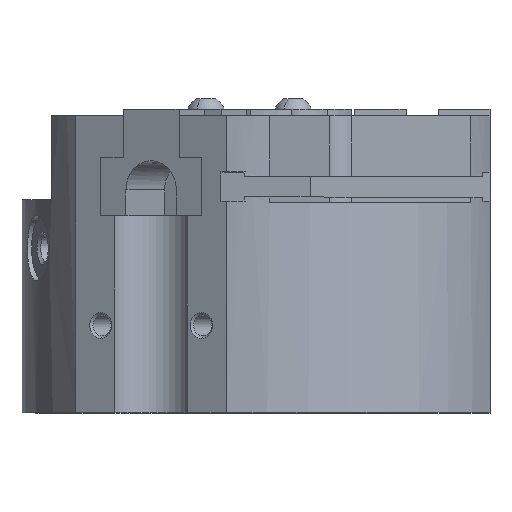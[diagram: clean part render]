
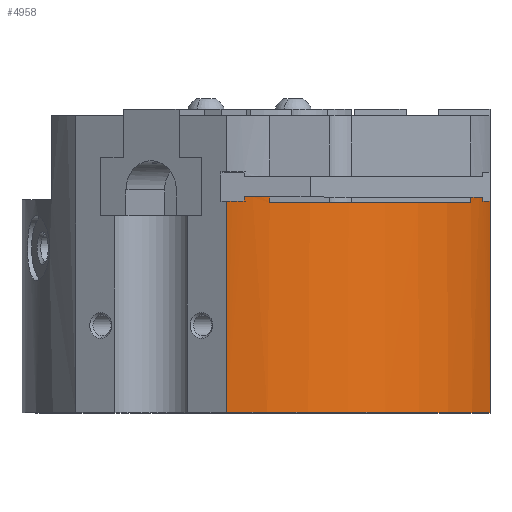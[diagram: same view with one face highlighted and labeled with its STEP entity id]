
A CAD part, top view. The second image highlights one B-rep face of the part: STEP entity #4958.
In plain terms, the highlighted cylindrical face has radius 37.5 mm (diameter 75 mm), a partial arc.
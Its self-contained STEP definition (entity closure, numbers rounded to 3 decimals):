
#2070 = EDGE_CURVE( '', #3468, #2946, #5553, .T. );
#2080 = VERTEX_POINT( '', #5566 );
#2106 = VERTEX_POINT( '', #5594 );
#2216 = VERTEX_POINT( '', #5714 );
#2290 = EDGE_CURVE( '', #3946, #2594, #5796, .T. );
#2594 = VERTEX_POINT( '', #6123 );
#2664 = VERTEX_POINT( '', #6199 );
#2774 = VERTEX_POINT( '', #6328 );
#2848 = EDGE_CURVE( '', #3946, #3386, #6408, .T. );
#2892 = VERTEX_POINT( '', #6455 );
#2946 = VERTEX_POINT( '', #6515 );
#3050 = EDGE_CURVE( '', #2892, #2774, #6633, .T. );
#3136 = EDGE_CURVE( '', #2774, #4254, #6725, .T. );
#3266 = EDGE_CURVE( '', #2216, #2080, #6867, .T. );
#3286 = EDGE_CURVE( '', #2106, #2892, #6888, .T. );
#3358 = EDGE_CURVE( '', #2594, #2664, #6968, .T. );
#3386 = VERTEX_POINT( '', #6998 );
#3468 = VERTEX_POINT( '', #7088 );
#3566 = EDGE_CURVE( '', #2080, #3386, #7193, .T. );
#3946 = VERTEX_POINT( '', #7605 );
#4216 = EDGE_CURVE( '', #2946, #2106, #7910, .T. );
#4254 = VERTEX_POINT( '', #7952 );
#4410 = EDGE_CURVE( '', #2664, #3468, #8137, .T. );
#4714 = EDGE_CURVE( '', #4254, #2216, #8472, .T. );
#4958 = ADVANCED_FACE( '', ( #8737 ), #8738, .T. );
#5553 = LINE( '', #9579, #9580 );
#5566 = CARTESIAN_POINT( '', ( -3.101, 32.75, 37.372 ) );
#5594 = CARTESIAN_POINT( '', ( 32.031, 33.4, 19.5 ) );
#5714 = CARTESIAN_POINT( '', ( -3.101, 33.4, 37.372 ) );
#5796 = CIRCLE( '', #10004, 37.5 );
#6123 = CARTESIAN_POINT( '', ( 35., 0., 13.463 ) );
#6199 = CARTESIAN_POINT( '', ( 35., 32.75, 13.463 ) );
#6328 = CARTESIAN_POINT( '', ( 0.872, 32.5, 37.49 ) );
#6408 = LINE( '', #11139, #11140 );
#6455 = CARTESIAN_POINT( '', ( 32.031, 32.5, 19.5 ) );
#6515 = CARTESIAN_POINT( '', ( 33.915, 33.4, 16. ) );
#6633 = CIRCLE( '', #11453, 37.5 );
#6725 = LINE( '', #11602, #11603 );
#6867 = LINE( '', #11808, #11809 );
#6888 = LINE( '', #11833, #11834 );
#6968 = LINE( '', #11990, #11991 );
#6998 = CARTESIAN_POINT( '', ( -5.841, 32.75, 37.042 ) );
#7088 = CARTESIAN_POINT( '', ( 33.915, 32.75, 16. ) );
#7193 = CIRCLE( '', #12356, 37.5 );
#7605 = CARTESIAN_POINT( '', ( -5.841, 0., 37.042 ) );
#7910 = CIRCLE( '', #13527, 37.5 );
#7952 = CARTESIAN_POINT( '', ( 0.872, 33.4, 37.49 ) );
#8137 = CIRCLE( '', #13898, 37.5 );
#8472 = CIRCLE( '', #14350, 37.5 );
#8737 = FACE_OUTER_BOUND( '', #14791, .T. );
#8738 = CYLINDRICAL_SURFACE( '', #14792, 37.5 );
#9579 = CARTESIAN_POINT( '', ( 33.915, 35., 16. ) );
#9580 = VECTOR( '', #15526, 1. );
#10004 = AXIS2_PLACEMENT_3D( '', #15796, #15797, #15798 );
#11139 = CARTESIAN_POINT( '', ( -5.841, 0., 37.042 ) );
#11140 = VECTOR( '', #16463, 1. );
#11453 = AXIS2_PLACEMENT_3D( '', #16734, #16735, #16736 );
#11602 = CARTESIAN_POINT( '', ( 0.872, 39.25, 37.49 ) );
#11603 = VECTOR( '', #16821, 1. );
#11808 = CARTESIAN_POINT( '', ( -3.101, 35., 37.372 ) );
#11809 = VECTOR( '', #16956, 1. );
#11833 = CARTESIAN_POINT( '', ( 32.031, 39.25, 19.5 ) );
#11834 = VECTOR( '', #16966, 1. );
#11990 = CARTESIAN_POINT( '', ( 35., 0., 13.463 ) );
#11991 = VECTOR( '', #17063, 1. );
#12356 = AXIS2_PLACEMENT_3D( '', #17276, #17277, #17278 );
#13527 = AXIS2_PLACEMENT_3D( '', #18074, #18075, #18076 );
#13898 = AXIS2_PLACEMENT_3D( '', #18423, #18424, #18425 );
#14350 = AXIS2_PLACEMENT_3D( '', #18812, #18813, #18814 );
#14791 = EDGE_LOOP( '', ( #19092, #19093, #19094, #19095, #19096, #19097, #19098, #19099, #19100, #19101, #19102, #19103 ) );
#14792 = AXIS2_PLACEMENT_3D( '', #19104, #19105, #19106 );
#15526 = DIRECTION( '', ( 0., 1., 0. ) );
#15796 = CARTESIAN_POINT( '', ( 0., 0., 0. ) );
#15797 = DIRECTION( '', ( 0., 1., 0. ) );
#15798 = DIRECTION( '', ( -0.156, 0., 0.988 ) );
#16463 = DIRECTION( '', ( 0., 1., 0. ) );
#16734 = CARTESIAN_POINT( '', ( 0., 32.5, 0. ) );
#16735 = DIRECTION( '', ( 0., -1., 0. ) );
#16736 = DIRECTION( '', ( -0.156, 0., 0.988 ) );
#16821 = DIRECTION( '', ( 0., 1., 0. ) );
#16956 = DIRECTION( '', ( 0., -1., 0. ) );
#16966 = DIRECTION( '', ( 0., -1., 0. ) );
#17063 = DIRECTION( '', ( 0., 1., 0. ) );
#17276 = CARTESIAN_POINT( '', ( 0., 32.75, 0. ) );
#17277 = DIRECTION( '', ( 0., -1., 0. ) );
#17278 = DIRECTION( '', ( -0.156, 0., 0.988 ) );
#18074 = CARTESIAN_POINT( '', ( 0., 33.4, 0. ) );
#18075 = DIRECTION( '', ( 0., -1., 0. ) );
#18076 = DIRECTION( '', ( -0.156, 0., 0.988 ) );
#18423 = CARTESIAN_POINT( '', ( 0., 32.75, 0. ) );
#18424 = DIRECTION( '', ( 0., -1., 0. ) );
#18425 = DIRECTION( '', ( -0.156, 0., 0.988 ) );
#18812 = CARTESIAN_POINT( '', ( 0., 33.4, 0. ) );
#18813 = DIRECTION( '', ( 0., -1., 0. ) );
#18814 = DIRECTION( '', ( -0.156, 0., 0.988 ) );
#19092 = ORIENTED_EDGE( '', *, *, #4714, .T. );
#19093 = ORIENTED_EDGE( '', *, *, #3266, .T. );
#19094 = ORIENTED_EDGE( '', *, *, #3566, .T. );
#19095 = ORIENTED_EDGE( '', *, *, #2848, .F. );
#19096 = ORIENTED_EDGE( '', *, *, #2290, .T. );
#19097 = ORIENTED_EDGE( '', *, *, #3358, .T. );
#19098 = ORIENTED_EDGE( '', *, *, #4410, .T. );
#19099 = ORIENTED_EDGE( '', *, *, #2070, .T. );
#19100 = ORIENTED_EDGE( '', *, *, #4216, .T. );
#19101 = ORIENTED_EDGE( '', *, *, #3286, .T. );
#19102 = ORIENTED_EDGE( '', *, *, #3050, .T. );
#19103 = ORIENTED_EDGE( '', *, *, #3136, .T. );
#19104 = CARTESIAN_POINT( '', ( 0., 0., 0. ) );
#19105 = DIRECTION( '', ( 0., -1., 0. ) );
#19106 = DIRECTION( '', ( -0.156, 0., 0.988 ) );
